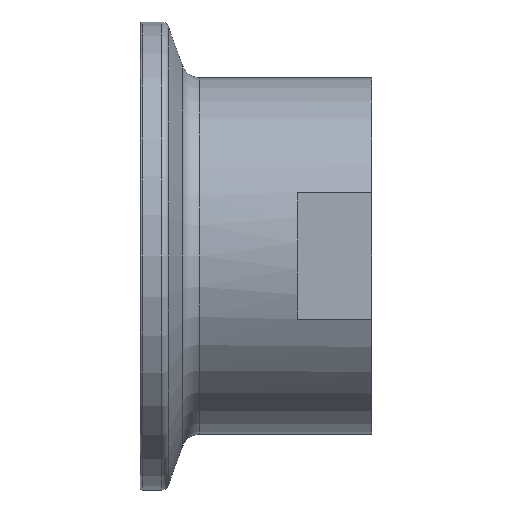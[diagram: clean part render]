
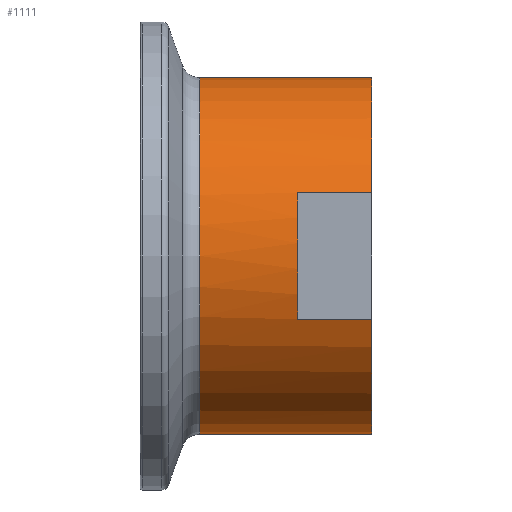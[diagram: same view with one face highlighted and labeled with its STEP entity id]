
A CAD part, front view. The second image highlights one B-rep face of the part: STEP entity #1111.
In plain terms, the highlighted cylindrical face has radius 19.25 mm (diameter 38.5 mm), a partial arc.
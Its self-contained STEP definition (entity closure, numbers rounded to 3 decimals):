
#1 = ORIENTED_EDGE ( 'NONE', *, *, #631, .T. ) ;
#6 = LINE ( 'NONE', #810, #1102 ) ;
#20 = LINE ( 'NONE', #542, #879 ) ;
#40 = DIRECTION ( 'NONE',  ( -1., 0., 0. ) ) ;
#49 = LINE ( 'NONE', #394, #853 ) ;
#54 = CARTESIAN_POINT ( 'NONE',  ( 6.434, 0., 0. ) ) ;
#75 = EDGE_CURVE ( 'NONE', #1021, #811, #768, .T. ) ;
#76 = DIRECTION ( 'NONE',  ( 0., 0., 1. ) ) ;
#80 = VECTOR ( 'NONE', #40, 1000. ) ;
#85 = CYLINDRICAL_SURFACE ( 'NONE', #327, 19.25 ) ;
#99 = DIRECTION ( 'NONE',  ( -1., 0., 0. ) ) ;
#102 = VERTEX_POINT ( 'NONE', #812 ) ;
#123 = CIRCLE ( 'NONE', #765, 19.25 ) ;
#162 = ORIENTED_EDGE ( 'NONE', *, *, #377, .T. ) ;
#164 = VERTEX_POINT ( 'NONE', #1115 ) ;
#175 = DIRECTION ( 'NONE',  ( -1., 0., 0. ) ) ;
#181 = ORIENTED_EDGE ( 'NONE', *, *, #528, .F. ) ;
#223 = VERTEX_POINT ( 'NONE', #322 ) ;
#245 = ORIENTED_EDGE ( 'NONE', *, *, #900, .T. ) ;
#268 = DIRECTION ( 'NONE',  ( 0., 0., 1. ) ) ;
#293 = ORIENTED_EDGE ( 'NONE', *, *, #75, .T. ) ;
#309 = LINE ( 'NONE', #844, #80 ) ;
#322 = CARTESIAN_POINT ( 'NONE',  ( 25., -18., -6.824 ) ) ;
#326 = CARTESIAN_POINT ( 'NONE',  ( 25., 0., 0. ) ) ;
#327 = AXIS2_PLACEMENT_3D ( 'NONE', #1134, #99, #268 ) ;
#333 = DIRECTION ( 'NONE',  ( 0., 0., 1. ) ) ;
#364 = DIRECTION ( 'NONE',  ( -1., 0., 0. ) ) ;
#367 = VERTEX_POINT ( 'NONE', #550 ) ;
#372 = ORIENTED_EDGE ( 'NONE', *, *, #508, .T. ) ;
#377 = EDGE_CURVE ( 'NONE', #811, #102, #6, .T. ) ;
#391 = CARTESIAN_POINT ( 'NONE',  ( 17., -18., -6.824 ) ) ;
#394 = CARTESIAN_POINT ( 'NONE',  ( 0., -18., 6.824 ) ) ;
#440 = VERTEX_POINT ( 'NONE', #391 ) ;
#463 = ORIENTED_EDGE ( 'NONE', *, *, #1152, .T. ) ;
#490 = CIRCLE ( 'NONE', #1079, 19.25 ) ;
#508 = EDGE_CURVE ( 'NONE', #164, #1021, #49, .T. ) ;
#528 = EDGE_CURVE ( 'NONE', #604, #102, #586, .T. ) ;
#542 = CARTESIAN_POINT ( 'NONE',  ( 0., -18., -6.824 ) ) ;
#550 = CARTESIAN_POINT ( 'NONE',  ( 25., 0., -19.25 ) ) ;
#573 = CARTESIAN_POINT ( 'NONE',  ( 25., -18., 6.824 ) ) ;
#583 = DIRECTION ( 'NONE',  ( 0., 0., 1. ) ) ;
#586 = CIRCLE ( 'NONE', #761, 19.25 ) ;
#604 = VERTEX_POINT ( 'NONE', #995 ) ;
#615 = FACE_OUTER_BOUND ( 'NONE', #834, .T. ) ;
#631 = EDGE_CURVE ( 'NONE', #440, #164, #490, .T. ) ;
#702 = ORIENTED_EDGE ( 'NONE', *, *, #1007, .F. ) ;
#724 = DIRECTION ( 'NONE',  ( -1., 0., 0. ) ) ;
#760 = DIRECTION ( 'NONE',  ( 1., 0., 0. ) ) ;
#761 = AXIS2_PLACEMENT_3D ( 'NONE', #54, #1027, #583 ) ;
#765 = AXIS2_PLACEMENT_3D ( 'NONE', #326, #175, #76 ) ;
#768 = CIRCLE ( 'NONE', #1013, 19.25 ) ;
#810 = CARTESIAN_POINT ( 'NONE',  ( 0., 0., 19.25 ) ) ;
#811 = VERTEX_POINT ( 'NONE', #969 ) ;
#812 = CARTESIAN_POINT ( 'NONE',  ( 6.434, 0., 19.25 ) ) ;
#834 = EDGE_LOOP ( 'NONE', ( #702, #463, #245, #1, #372, #293, #162, #181 ) ) ;
#844 = CARTESIAN_POINT ( 'NONE',  ( 0., 0., -19.25 ) ) ;
#853 = VECTOR ( 'NONE', #760, 1000. ) ;
#857 = CARTESIAN_POINT ( 'NONE',  ( 25., 0., 0. ) ) ;
#879 = VECTOR ( 'NONE', #925, 1000. ) ;
#900 = EDGE_CURVE ( 'NONE', #223, #440, #20, .T. ) ;
#925 = DIRECTION ( 'NONE',  ( -1., 0., 0. ) ) ;
#969 = CARTESIAN_POINT ( 'NONE',  ( 25., 0., 19.25 ) ) ;
#995 = CARTESIAN_POINT ( 'NONE',  ( 6.434, 0., -19.25 ) ) ;
#998 = DIRECTION ( 'NONE',  ( 0., 0., 1. ) ) ;
#1007 = EDGE_CURVE ( 'NONE', #367, #604, #309, .T. ) ;
#1013 = AXIS2_PLACEMENT_3D ( 'NONE', #857, #1046, #333 ) ;
#1021 = VERTEX_POINT ( 'NONE', #573 ) ;
#1027 = DIRECTION ( 'NONE',  ( -1., 0., 0. ) ) ;
#1046 = DIRECTION ( 'NONE',  ( -1., 0., 0. ) ) ;
#1079 = AXIS2_PLACEMENT_3D ( 'NONE', #1148, #364, #998 ) ;
#1102 = VECTOR ( 'NONE', #724, 1000. ) ;
#1111 = ADVANCED_FACE ( 'NONE', ( #615 ), #85, .T. ) ;
#1115 = CARTESIAN_POINT ( 'NONE',  ( 17., -18., 6.824 ) ) ;
#1134 = CARTESIAN_POINT ( 'NONE',  ( 0., 0., 0. ) ) ;
#1148 = CARTESIAN_POINT ( 'NONE',  ( 17., 0., 0. ) ) ;
#1152 = EDGE_CURVE ( 'NONE', #367, #223, #123, .T. ) ;
